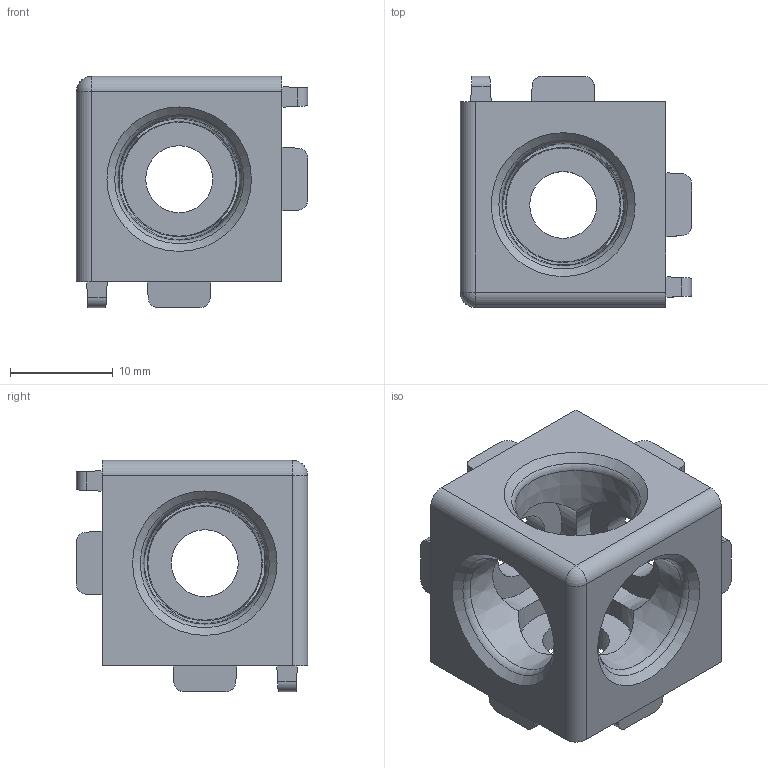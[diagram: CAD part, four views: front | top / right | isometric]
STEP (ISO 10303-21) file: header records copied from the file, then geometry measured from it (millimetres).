
FILE_DESCRIPTION(/* description */ (''),/* implementation_level */ '2;1');
FILE_NAME(/* name */ 'VB-1085_Würfelverbinder_3D20-6.stp',/* time_stamp */ '2020-07-21T11:47:14+02:00',/* author */ ('jmaun'),/* organization */ (''),/* preprocessor_version */ 'ST-DEVELOPER v17',/* originating_system */ 'Autodesk Inventor 2019',/* authorisation */ '');
FILE_SCHEMA (('AUTOMOTIVE_DESIGN { 1 0 10303 214 3 1 1 }'));
Length unit declared in the file: millimetre
Products named in the file (1): VB-1085_Würfelverbinder_3D20-6
Bounding box: 22.5 x 22.5 x 22.5 mm (x, y, z)
Volume: 4100.2 mm3; surface area: 3419.7 mm2
Topology: 1 solids, 1 shells, 179 faces, 461 edges, 280 vertices
Faces by surface type: plane 76, cylinder 66, sphere 25, cone 9, torus 3
Full cylindrical faces by diameter (mm): 6.5 x3
Entity records: 5601 total; most frequent: DIRECTION 994, CARTESIAN_POINT 912, ORIENTED_EDGE 904, EDGE_CURVE 452, AXIS2_PLACEMENT_3D 362, VERTEX_POINT 280, LINE 270, VECTOR 270
